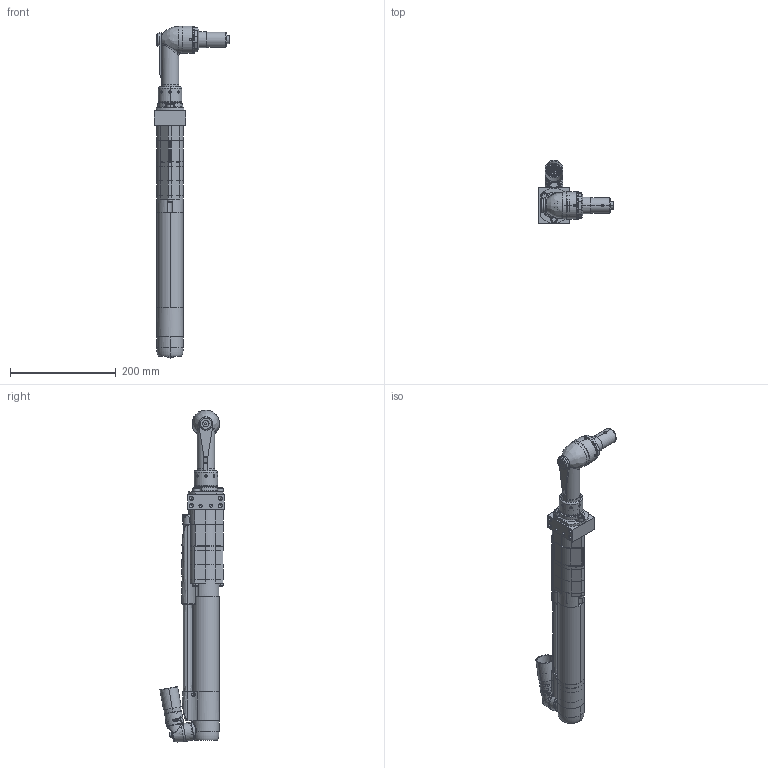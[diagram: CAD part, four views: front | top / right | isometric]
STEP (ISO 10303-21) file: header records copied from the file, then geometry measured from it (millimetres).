
FILE_DESCRIPTION((''),'2;1');
FILE_NAME('9831407889_ASM','2013-05-17T',('tooextcsr'),(''),'PRO/ENGINEER BY PARAMETRIC TECHNOLOGY CORPORATION, 2012420','PRO/ENGINEER BY PARAMETRIC TECHNOLOGY CORPORATION, 2012420','');
FILE_SCHEMA(('CONFIG_CONTROL_DESIGN','GEOMETRIC_VALIDATION_PROPERTIES_MIM'));
Products named in the file (54): 4230260202; 4230260212_ASM; 4230265900; 0219110017; 4230264100; 4230262280_ASM; 4230263000; 4230263200; 4230263300; 4230263280_ASM; 4230263700; 4230263400; 4230262700; 4230263500_AF0; 0215000398; 4230264080_ASM; 4230261800; 4230300181_ASM; 4230301281_ASM; 4230164400; 4230179000; 4230217100; 0211125800; 4230217180_ASM; 4230164203; 4230167370_AF0; 4230167370_AF1; 4230265380_ASM; 4230297383_ASM; 4230224900; 0211111000; 0162156731; 4230225100_AF1; 4230224980_SPEC_AF0_ASM; 4230300580_ASM; 4230296386_ASM; 4230264506; 0211196527; 4231183402; 4231183401 ...
Assembly tree (61 placements, depth 5):
  9831407889_ASM
    4230301281_ASM
      4230260212_ASM
        4230260202
      4230262280_ASM
        4230265900
        0219110017  x2
        4230264100
      4230264080_ASM
        4230263000
        4230263280_ASM
          4230263200
          4230263300
        4230263700
        4230263400
        4230262700
        4230263500_AF0
        0215000398
      4230300181_ASM
        4230261800
    4230217180_ASM
      4230164400
      4230179000
      4230217100
      0211125800  x3
    4230296386_ASM
      4230297383_ASM
        4230164203
        4230265380_ASM
          4230167370_AF0
          4230167370_AF1
      4230300580_ASM
        4230224980_SPEC_AF0_ASM
          4230224900
          0211111000  x2
          0162156731  x2
          4230225100_AF1
    4230264506
    0211196527  x2
    4231183481_ASM
      4231183402
      4231183401
      0211132800  x3
    4224251102_ASM
      4220292713
      4220099409
      4210351100
      4220436000
      4220191514
      0216124600
    4210351338
    4220191515
    4210299192_SPEC_ASM
      4210299102_SPEC
Bounding box: 142.3 x 121.49 x 628.97 mm (x, y, z)
Volume: 818719 mm3; surface area: 409962.6 mm2
Topology: 46 solids, 77 shells, 4932 faces, 13146 edges, 8484 vertices
Faces by surface type: plane 1908, cylinder 1658, cone 445, bspline 444, torus 407, sphere 52, extrusion 12, revolution 6
Entity records: 199967 total; most frequent: CARTESIAN_POINT 54258, ORIENTED_EDGE 25256, DIRECTION 23856, EDGE_CURVE 12688, AXIS2_PLACEMENT_3D 8832, VERTEX_POINT 8228, PRESENTATION_STYLE_ASSIGNMENT 7866, STYLED_ITEM 7757
